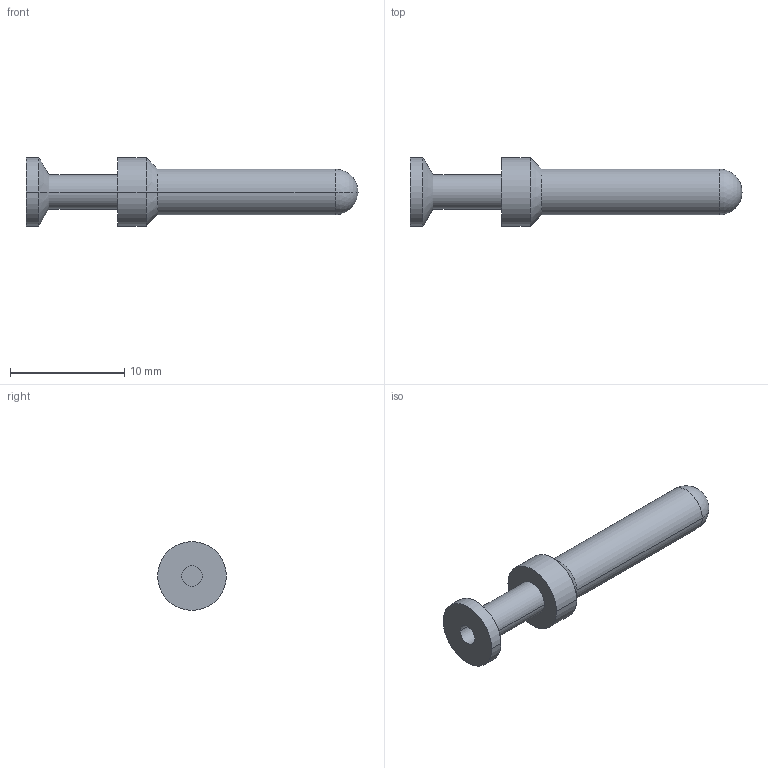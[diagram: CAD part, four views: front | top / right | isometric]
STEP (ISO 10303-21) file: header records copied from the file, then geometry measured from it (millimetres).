
FILE_DESCRIPTION(('SolidDesigner STEP Export'),'2;1');
FILE_NAME('1663239_CK4.0_ED_1.50ST_AG-select.stp','2014-02-18T 8:30:14',(''),(''),'Creo Elements/Direct Modeling STEP processor for AP214 (Solid Model)','Creo Elements/Direct Modeling 18.1B 29-Sep-2012 (C) Parametric Technology GmbH','');
FILE_SCHEMA(('AUTOMOTIVE_DESIGN { 1 0 10303 214 1 1 1 1 }'));
Length unit declared in the file: millimetre
Products named in the file (1): 1663239_CK4.0_ED_1.50ST_AG-select
Bounding box: 29 x 6 x 6 mm (x, y, z)
Volume: 368 mm3; surface area: 492 mm2
Topology: 1 solids, 1 shells, 19 faces, 38 edges, 21 vertices
Faces by surface type: cylinder 10, cone 4, plane 3, sphere 2
Entity records: 599 total; most frequent: DIRECTION 76, ORIENTED_EDGE 72, CARTESIAN_POINT 66, EDGE_CURVE 36, AXIS2_PLACEMENT_3D 31, VERTEX_POINT 21, EDGE_LOOP 21, COLOUR_RGB 20
